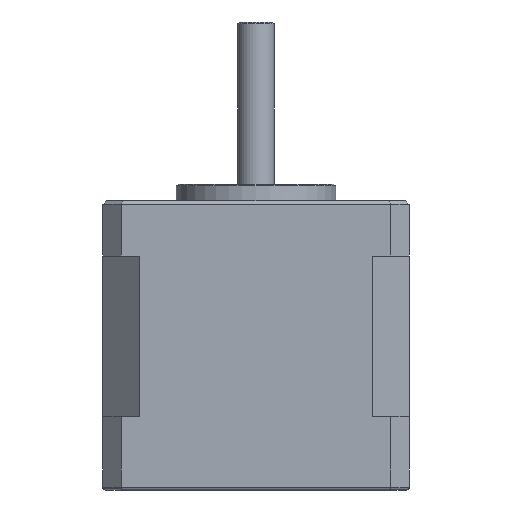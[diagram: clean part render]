
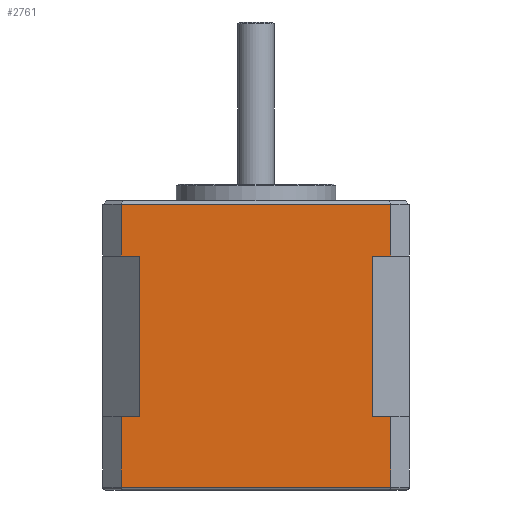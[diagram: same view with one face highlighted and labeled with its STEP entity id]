
A CAD part, front view. The second image highlights one B-rep face of the part: STEP entity #2761.
In plain terms, the highlighted planar face has unit normal (0, -1, 0).
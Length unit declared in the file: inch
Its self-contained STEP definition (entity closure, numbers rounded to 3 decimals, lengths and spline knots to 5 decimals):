
#904=DIRECTION('',(0.,0.,-1.));
#905=VECTOR('',#904,0.28);
#906=CARTESIAN_POINT('',(0.73154,-0.83154,-0.02));
#907=LINE('',#906,#905);
#916=DIRECTION('',(0.,0.,-1.));
#917=VECTOR('',#916,0.385);
#918=CARTESIAN_POINT('',(0.73154,-0.83154,-1.17));
#919=LINE('',#918,#917);
#924=DIRECTION('',(-1.,0.,0.));
#925=VECTOR('',#924,1.46308);
#926=CARTESIAN_POINT('',(0.73154,-0.83154,-1.555));
#927=LINE('',#926,#925);
#928=DIRECTION('',(0.,0.,-1.));
#929=VECTOR('',#928,0.385);
#930=CARTESIAN_POINT('',(-0.73154,-0.83154,-1.17));
#931=LINE('',#930,#929);
#932=DIRECTION('',(1.,0.,0.));
#933=VECTOR('',#932,0.09899);
#934=CARTESIAN_POINT('',(-0.73154,-0.83154,-1.17));
#935=LINE('',#934,#933);
#936=DIRECTION('',(0.,0.,1.));
#937=VECTOR('',#936,0.87);
#938=CARTESIAN_POINT('',(-0.63255,-0.83154,-1.17));
#939=LINE('',#938,#937);
#940=DIRECTION('',(1.,0.,0.));
#941=VECTOR('',#940,0.09899);
#942=CARTESIAN_POINT('',(-0.73154,-0.83154,-0.3));
#943=LINE('',#942,#941);
#944=DIRECTION('',(0.,0.,-1.));
#945=VECTOR('',#944,0.28);
#946=CARTESIAN_POINT('',(-0.73154,-0.83154,-0.02));
#947=LINE('',#946,#945);
#948=DIRECTION('',(1.,0.,0.));
#949=VECTOR('',#948,1.46308);
#950=CARTESIAN_POINT('',(-0.73154,-0.83154,-0.02));
#951=LINE('',#950,#949);
#952=DIRECTION('',(1.,0.,0.));
#953=VECTOR('',#952,0.09899);
#954=CARTESIAN_POINT('',(0.63255,-0.83154,-0.3));
#955=LINE('',#954,#953);
#956=DIRECTION('',(0.,0.,1.));
#957=VECTOR('',#956,0.87);
#958=CARTESIAN_POINT('',(0.63255,-0.83154,-1.17));
#959=LINE('',#958,#957);
#960=DIRECTION('',(1.,0.,0.));
#961=VECTOR('',#960,0.09899);
#962=CARTESIAN_POINT('',(0.63255,-0.83154,-1.17));
#963=LINE('',#962,#961);
#1240=CARTESIAN_POINT('',(-0.73154,-0.83154,-0.02));
#1241=VERTEX_POINT('',#1240);
#1244=CARTESIAN_POINT('',(0.73154,-0.83154,-0.02));
#1245=VERTEX_POINT('',#1244);
#1284=CARTESIAN_POINT('',(-0.73154,-0.83154,-0.3));
#1285=VERTEX_POINT('',#1284);
#1286=CARTESIAN_POINT('',(-0.73154,-0.83154,-1.17));
#1287=VERTEX_POINT('',#1286);
#1288=CARTESIAN_POINT('',(-0.63255,-0.83154,-0.3));
#1289=VERTEX_POINT('',#1288);
#1290=CARTESIAN_POINT('',(0.63255,-0.83154,-0.3));
#1291=CARTESIAN_POINT('',(0.73154,-0.83154,-0.3));
#1292=VERTEX_POINT('',#1290);
#1293=VERTEX_POINT('',#1291);
#1294=CARTESIAN_POINT('',(-0.63255,-0.83154,-1.17));
#1295=VERTEX_POINT('',#1294);
#1296=CARTESIAN_POINT('',(0.63255,-0.83154,-1.17));
#1297=VERTEX_POINT('',#1296);
#1298=CARTESIAN_POINT('',(0.73154,-0.83154,-1.17));
#1299=VERTEX_POINT('',#1298);
#1410=CARTESIAN_POINT('',(-0.73154,-0.83154,-1.555));
#1411=VERTEX_POINT('',#1410);
#1414=CARTESIAN_POINT('',(0.73154,-0.83154,-1.555));
#1415=VERTEX_POINT('',#1414);
#2737=CARTESIAN_POINT('',(-0.73154,-0.83154,0.));
#2738=DIRECTION('',(0.,-1.,0.));
#2739=DIRECTION('',(1.,0.,0.));
#2740=AXIS2_PLACEMENT_3D('',#2737,#2738,#2739);
#2741=PLANE('',#2740);
#2742=ORIENTED_EDGE('',*,*,#2453,.T.);
#2743=ORIENTED_EDGE('',*,*,#2496,.F.);
#2745=ORIENTED_EDGE('',*,*,#2744,.T.);
#2747=ORIENTED_EDGE('',*,*,#2746,.T.);
#2748=ORIENTED_EDGE('',*,*,#2523,.F.);
#2749=ORIENTED_EDGE('',*,*,#2482,.F.);
#2751=ORIENTED_EDGE('',*,*,#2750,.T.);
#2752=ORIENTED_EDGE('',*,*,#2715,.T.);
#2753=ORIENTED_EDGE('',*,*,#2535,.F.);
#2755=ORIENTED_EDGE('',*,*,#2754,.F.);
#2757=ORIENTED_EDGE('',*,*,#2756,.T.);
#2758=ORIENTED_EDGE('',*,*,#2729,.T.);
#2759=EDGE_LOOP('',(#2742,#2743,#2745,#2747,#2748,#2749,#2751,#2752,#2753,#2755,
#2757,#2758));
#2760=FACE_OUTER_BOUND('',#2759,.F.);
#2761=ADVANCED_FACE('',(#2760),#2741,.T.);
#2453=EDGE_CURVE('',#1415,#1411,#927,.T.);
#2482=EDGE_CURVE('',#1241,#1285,#947,.T.);
#2496=EDGE_CURVE('',#1287,#1411,#931,.T.);
#2523=EDGE_CURVE('',#1285,#1289,#943,.T.);
#2535=EDGE_CURVE('',#1292,#1293,#955,.T.);
#2715=EDGE_CURVE('',#1245,#1293,#907,.T.);
#2729=EDGE_CURVE('',#1299,#1415,#919,.T.);
#2744=EDGE_CURVE('',#1287,#1295,#935,.T.);
#2746=EDGE_CURVE('',#1295,#1289,#939,.T.);
#2750=EDGE_CURVE('',#1241,#1245,#951,.T.);
#2754=EDGE_CURVE('',#1297,#1292,#959,.T.);
#2756=EDGE_CURVE('',#1297,#1299,#963,.T.);
